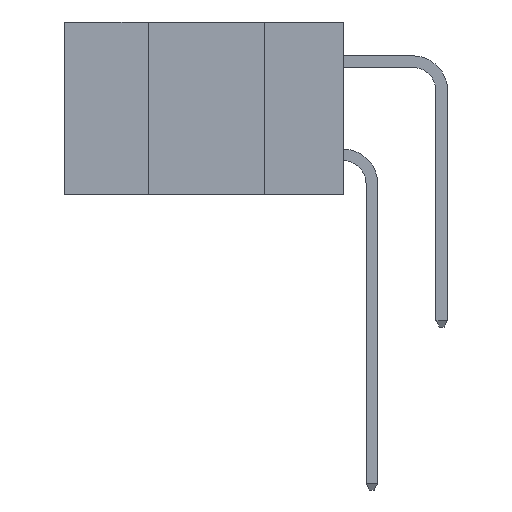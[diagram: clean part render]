
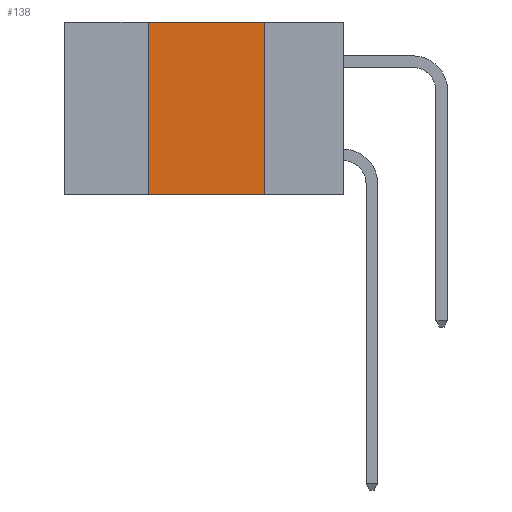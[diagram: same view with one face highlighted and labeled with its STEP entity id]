
A CAD part, left-side view. The second image highlights one B-rep face of the part: STEP entity #138.
In plain terms, the highlighted planar face has unit normal (-1, 0, 0).
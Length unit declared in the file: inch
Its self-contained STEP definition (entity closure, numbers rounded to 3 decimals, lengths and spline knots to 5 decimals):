
#138 = ADVANCED_FACE ( 'NONE', ( #3295 ), #7429, .F. ) ;
#338 = EDGE_CURVE ( 'NONE', #535, #1818, #11936, .T. ) ;
#535 = VERTEX_POINT ( 'NONE', #10731 ) ;
#553 = CARTESIAN_POINT ( 'NONE',  ( 0., 0.17, -0.37 ) ) ;
#745 = LINE ( 'NONE', #13588, #3325 ) ;
#763 = VECTOR ( 'NONE', #5131, 39.37008 ) ;
#873 = VECTOR ( 'NONE', #12807, 39.37008 ) ;
#1166 = DIRECTION ( 'NONE',  ( 0., 0., -1. ) ) ;
#1818 = VERTEX_POINT ( 'NONE', #13722 ) ;
#2294 = VECTOR ( 'NONE', #1166, 39.37008 ) ;
#2621 = ORIENTED_EDGE ( 'NONE', *, *, #8778, .F. ) ;
#3295 = FACE_OUTER_BOUND ( 'NONE', #14568, .T. ) ;
#3325 = VECTOR ( 'NONE', #12863, 39.37008 ) ;
#3743 = VERTEX_POINT ( 'NONE', #11578 ) ;
#5131 = DIRECTION ( 'NONE',  ( 0., 0., 1. ) ) ;
#5162 = CARTESIAN_POINT ( 'NONE',  ( 0., 0.42, -0.37 ) ) ;
#6399 = VERTEX_POINT ( 'NONE', #6961 ) ;
#6961 = CARTESIAN_POINT ( 'NONE',  ( 0., 0.42, -0.37 ) ) ;
#7398 = DIRECTION ( 'NONE',  ( 1., 0., 0. ) ) ;
#7429 = PLANE ( 'NONE',  #9103 ) ;
#7681 = CARTESIAN_POINT ( 'NONE',  ( 0., 0.6, 0. ) ) ;
#7804 = DIRECTION ( 'NONE',  ( 0., 0., -1. ) ) ;
#8778 = EDGE_CURVE ( 'NONE', #6399, #3743, #10511, .T. ) ;
#9103 = AXIS2_PLACEMENT_3D ( 'NONE', #7681, #7398, #7804 ) ;
#9273 = EDGE_CURVE ( 'NONE', #6399, #1818, #745, .T. ) ;
#9352 = ORIENTED_EDGE ( 'NONE', *, *, #338, .F. ) ;
#10511 = LINE ( 'NONE', #5162, #763 ) ;
#10620 = LINE ( 'NONE', #13977, #873 ) ;
#10731 = CARTESIAN_POINT ( 'NONE',  ( 0., 0.17, 0. ) ) ;
#11158 = EDGE_CURVE ( 'NONE', #3743, #535, #10620, .T. ) ;
#11578 = CARTESIAN_POINT ( 'NONE',  ( 0., 0.42, 0. ) ) ;
#11936 = LINE ( 'NONE', #553, #2294 ) ;
#12682 = ORIENTED_EDGE ( 'NONE', *, *, #11158, .F. ) ;
#12807 = DIRECTION ( 'NONE',  ( 0., -1., 0. ) ) ;
#12863 = DIRECTION ( 'NONE',  ( 0., -1., 0. ) ) ;
#13433 = ORIENTED_EDGE ( 'NONE', *, *, #9273, .T. ) ;
#13588 = CARTESIAN_POINT ( 'NONE',  ( 0., 0.6, -0.37 ) ) ;
#13722 = CARTESIAN_POINT ( 'NONE',  ( 0., 0.17, -0.37 ) ) ;
#13977 = CARTESIAN_POINT ( 'NONE',  ( 0., 0.6, 0. ) ) ;
#14568 = EDGE_LOOP ( 'NONE', ( #9352, #12682, #2621, #13433 ) ) ;
